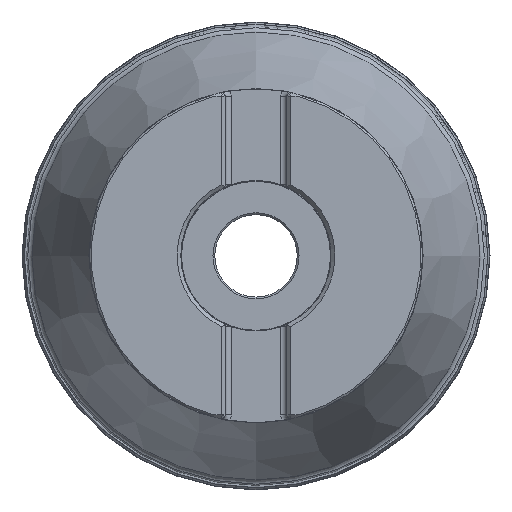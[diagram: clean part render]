
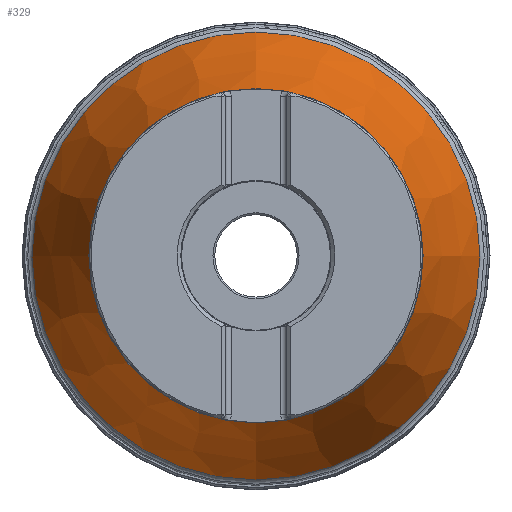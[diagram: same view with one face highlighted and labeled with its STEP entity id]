
A CAD part, top view. The second image highlights one B-rep face of the part: STEP entity #329.
In plain terms, the highlighted conical face has half-angle 22.314 degrees and reference radius 44.5 mm.
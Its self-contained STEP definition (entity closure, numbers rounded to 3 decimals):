
#266=CONICAL_SURFACE('',#1718,44.5,22.314);
#329=ADVANCED_FACE('',(#620,#621),#266,.T.);
#620=FACE_BOUND('',#759,.T.);
#621=FACE_BOUND('',#760,.T.);
#759=EDGE_LOOP('',(#967));
#760=EDGE_LOOP('',(#968));
#967=ORIENTED_EDGE('',*,*,#1428,.T.);
#968=ORIENTED_EDGE('',*,*,#1429,.T.);
#1286=VERTEX_POINT('',#2900);
#1287=VERTEX_POINT('',#2902);
#1428=EDGE_CURVE('',#1286,#1286,#1592,.T.);
#1429=EDGE_CURVE('',#1287,#1287,#1593,.T.);
#1592=CIRCLE('',#1716,59.805);
#1593=CIRCLE('',#1717,44.65);
#1716=AXIS2_PLACEMENT_3D('',#2899,#2031,#2032);
#1717=AXIS2_PLACEMENT_3D('',#2901,#2033,#2034);
#1718=AXIS2_PLACEMENT_3D('',#2903,#2035,#2036);
#2031=DIRECTION('',(0.,0.,1.));
#2032=DIRECTION('',(-1.,0.,0.));
#2033=DIRECTION('',(0.,0.,-1.));
#2034=DIRECTION('',(-1.,0.,0.));
#2035=DIRECTION('',(0.,0.,-1.));
#2036=DIRECTION('',(-1.,0.,0.));
#2899=CARTESIAN_POINT('',(0.,0.,-49.29));
#2900=CARTESIAN_POINT('',(-59.805,0.,-49.29));
#2901=CARTESIAN_POINT('',(0.,0.,-12.365));
#2902=CARTESIAN_POINT('',(-44.65,0.,-12.365));
#2903=CARTESIAN_POINT('',(0.,0.,-12.));
